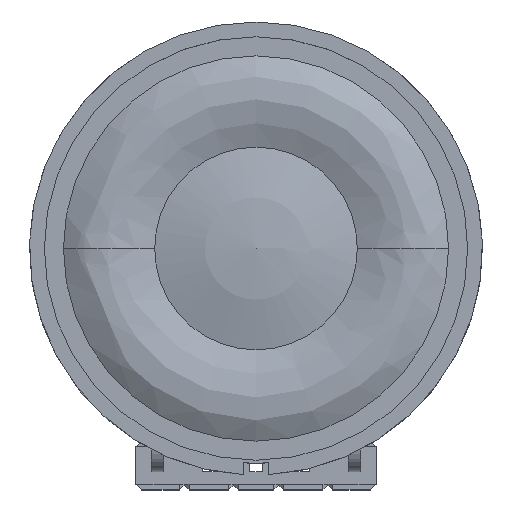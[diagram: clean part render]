
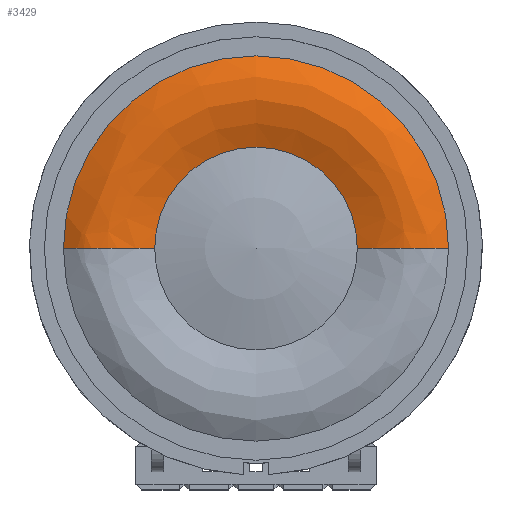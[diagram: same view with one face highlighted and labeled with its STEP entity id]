
A CAD part, top view. The second image highlights one B-rep face of the part: STEP entity #3429.
In plain terms, the highlighted free-form (B-spline) face has degree [3, 3] with [7, 4] control points.
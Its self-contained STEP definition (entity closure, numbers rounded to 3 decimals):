
#3429 = ADVANCED_FACE('',(#3430),#3474,.T.);
#3430 = FACE_BOUND('',#3431,.T.);
#3431 = EDGE_LOOP('',(#3432,#3443,#3455,#3464));
#3432 = ORIENTED_EDGE('',*,*,#3433,.F.);
#3433 = EDGE_CURVE('',#3434,#3436,#3438,.T.);
#3434 = VERTEX_POINT('',#3435);
#3435 = CARTESIAN_POINT('',(-9.78,0.,6.9));
#3436 = VERTEX_POINT('',#3437);
#3437 = CARTESIAN_POINT('',(9.78,0.,6.9));
#3438 = CIRCLE('',#3439,9.78);
#3439 = AXIS2_PLACEMENT_3D('',#3440,#3441,#3442);
#3440 = CARTESIAN_POINT('',(0.,0.,6.9)
  );
#3441 = DIRECTION('',(0.,0.,-1.));
#3442 = DIRECTION('',(0.,-1.,0.));
#3443 = ORIENTED_EDGE('',*,*,#3444,.T.);
#3444 = EDGE_CURVE('',#3434,#3445,#3447,.T.);
#3445 = VERTEX_POINT('',#3446);
#3446 = CARTESIAN_POINT('',(-5.145,0.,
    6.905));
#3447 = B_SPLINE_CURVE_WITH_KNOTS('',3,(#3448,#3449,#3450,#3451,#3452,
    #3453,#3454),.UNSPECIFIED.,.F.,.F.,(4,1,1,1,4),(0.006,
    0.253,0.5,0.747,0.994),
  .QUASI_UNIFORM_KNOTS.);
#3448 = CARTESIAN_POINT('',(-9.78,0.,6.9));
#3449 = CARTESIAN_POINT('',(-9.446,0.,
    7.119));
#3450 = CARTESIAN_POINT('',(-8.743,0.,
    7.565));
#3451 = CARTESIAN_POINT('',(-7.576,0.,
    7.642));
#3452 = CARTESIAN_POINT('',(-6.372,0.,
    7.364));
#3453 = CARTESIAN_POINT('',(-5.549,0.,
    7.056));
#3454 = CARTESIAN_POINT('',(-5.145,0.,
    6.905));
#3455 = ORIENTED_EDGE('',*,*,#3456,.T.);
#3456 = EDGE_CURVE('',#3445,#3457,#3459,.T.);
#3457 = VERTEX_POINT('',#3458);
#3458 = CARTESIAN_POINT('',(5.145,0.,
    6.905));
#3459 = CIRCLE('',#3460,5.145);
#3460 = AXIS2_PLACEMENT_3D('',#3461,#3462,#3463);
#3461 = CARTESIAN_POINT('',(0.,0.,
    6.905));
#3462 = DIRECTION('',(0.,0.,-1.));
#3463 = DIRECTION('',(0.,-1.,0.));
#3464 = ORIENTED_EDGE('',*,*,#3465,.F.);
#3465 = EDGE_CURVE('',#3436,#3457,#3466,.T.);
#3466 = B_SPLINE_CURVE_WITH_KNOTS('',3,(#3467,#3468,#3469,#3470,#3471,
    #3472,#3473),.UNSPECIFIED.,.F.,.F.,(4,1,1,1,4),(0.006,
    0.253,0.5,0.747,0.994),
  .QUASI_UNIFORM_KNOTS.);
#3467 = CARTESIAN_POINT('',(9.78,0.,6.9));
#3468 = CARTESIAN_POINT('',(9.446,0.,
    7.119));
#3469 = CARTESIAN_POINT('',(8.743,0.,
    7.565));
#3470 = CARTESIAN_POINT('',(7.576,0.,
    7.642));
#3471 = CARTESIAN_POINT('',(6.372,0.,
    7.364));
#3472 = CARTESIAN_POINT('',(5.549,0.,
    7.056));
#3473 = CARTESIAN_POINT('',(5.145,0.,
    6.905));
#3474 = ( BOUNDED_SURFACE() B_SPLINE_SURFACE(3,3,(
    (#3475,#3476,#3477,#3478)
    ,(#3479,#3480,#3481,#3482)
    ,(#3483,#3484,#3485,#3486)
    ,(#3487,#3488,#3489,#3490)
    ,(#3491,#3492,#3493,#3494)
    ,(#3495,#3496,#3497,#3498)
    ,(#3499,#3500,#3501,#3502
)),.UNSPECIFIED.,.F.,.F.,.F.) B_SPLINE_SURFACE_WITH_KNOTS((4,1,1,1,4),(4
    ,4),(0.006,0.253,0.5,0.747
    ,0.994),(0.,1.),.UNSPECIFIED.) 
GEOMETRIC_REPRESENTATION_ITEM() RATIONAL_B_SPLINE_SURFACE((
    (1.,0.333,0.333,1.)
    ,(1.,0.333,0.333,1.)
    ,(1.,0.333,0.333,1.)
    ,(1.,0.333,0.333,1.)
    ,(1.,0.333,0.333,1.)
    ,(1.,0.333,0.333,1.)
,(1.,0.333,0.333,1.
))) REPRESENTATION_ITEM('') SURFACE() );
#3475 = CARTESIAN_POINT('',(-9.78,0.,6.9));
#3476 = CARTESIAN_POINT('',(-9.78,19.56,6.9));
#3477 = CARTESIAN_POINT('',(9.78,19.56,6.9));
#3478 = CARTESIAN_POINT('',(9.78,0.,6.9));
#3479 = CARTESIAN_POINT('',(-9.446,0.,
    7.119));
#3480 = CARTESIAN_POINT('',(-9.446,18.892,
    7.119));
#3481 = CARTESIAN_POINT('',(9.446,18.892,
    7.119));
#3482 = CARTESIAN_POINT('',(9.446,0.,
    7.119));
#3483 = CARTESIAN_POINT('',(-8.743,0.,
    7.565));
#3484 = CARTESIAN_POINT('',(-8.743,17.486,7.565)
  );
#3485 = CARTESIAN_POINT('',(8.743,17.486,7.565)
  );
#3486 = CARTESIAN_POINT('',(8.743,0.,
    7.565));
#3487 = CARTESIAN_POINT('',(-7.576,0.,
    7.642));
#3488 = CARTESIAN_POINT('',(-7.576,15.152,
    7.642));
#3489 = CARTESIAN_POINT('',(7.576,15.152,
    7.642));
#3490 = CARTESIAN_POINT('',(7.576,0.,
    7.642));
#3491 = CARTESIAN_POINT('',(-6.372,0.,
    7.364));
#3492 = CARTESIAN_POINT('',(-6.372,12.745,
    7.364));
#3493 = CARTESIAN_POINT('',(6.372,12.745,
    7.364));
#3494 = CARTESIAN_POINT('',(6.372,0.,
    7.364));
#3495 = CARTESIAN_POINT('',(-5.549,0.,
    7.056));
#3496 = CARTESIAN_POINT('',(-5.549,11.099,
    7.056));
#3497 = CARTESIAN_POINT('',(5.549,11.099,
    7.056));
#3498 = CARTESIAN_POINT('',(5.549,0.,
    7.056));
#3499 = CARTESIAN_POINT('',(-5.145,0.,
    6.905));
#3500 = CARTESIAN_POINT('',(-5.145,10.291,
    6.905));
#3501 = CARTESIAN_POINT('',(5.145,10.291,6.905
    ));
#3502 = CARTESIAN_POINT('',(5.145,0.,
    6.905));
